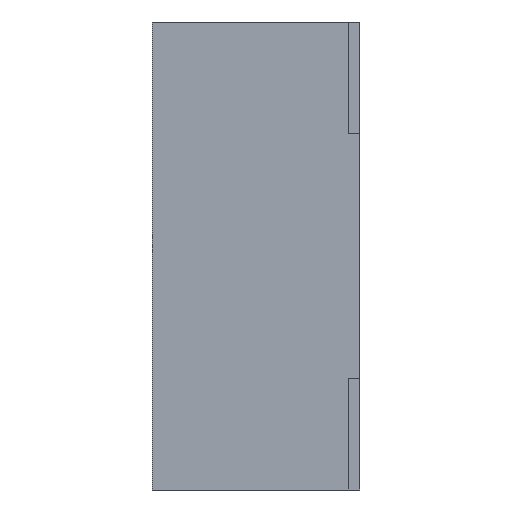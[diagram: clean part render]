
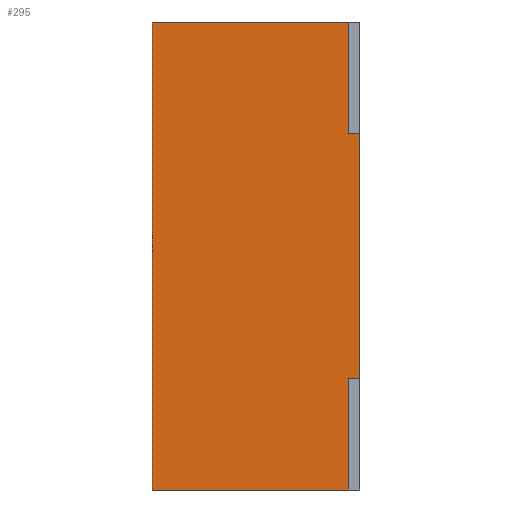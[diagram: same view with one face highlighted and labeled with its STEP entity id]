
A CAD part, left-side view. The second image highlights one B-rep face of the part: STEP entity #295.
In plain terms, the highlighted planar face has unit normal (-1, 0, 0).
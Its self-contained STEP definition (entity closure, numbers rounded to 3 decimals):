
#51 = CARTESIAN_POINT ( 'NONE',  ( -0.7, 0., -0.55 ) ) ;
#109 = LINE ( 'NONE', #1440, #1252 ) ;
#121 = CARTESIAN_POINT ( 'NONE',  ( -0.7, 0.93, -1.05 ) ) ;
#141 = CARTESIAN_POINT ( 'NONE',  ( -0.7, 0.93, 1.05 ) ) ;
#150 = ORIENTED_EDGE ( 'NONE', *, *, #497, .F. ) ;
#152 = CARTESIAN_POINT ( 'NONE',  ( -0.7, 0.05, 1.05 ) ) ;
#216 = VERTEX_POINT ( 'NONE', #121 ) ;
#223 = ORIENTED_EDGE ( 'NONE', *, *, #885, .T. ) ;
#250 = DIRECTION ( 'NONE',  ( 0., 0., -1. ) ) ;
#266 = DIRECTION ( 'NONE',  ( 0., -1., 0. ) ) ;
#271 = CARTESIAN_POINT ( 'NONE',  ( -0.7, 0.05, -0.55 ) ) ;
#287 = VERTEX_POINT ( 'NONE', #152 ) ;
#294 = DIRECTION ( 'NONE',  ( 0., -1., 0. ) ) ;
#295 = ADVANCED_FACE ( 'NONE', ( #1218 ), #1497, .F. ) ;
#349 = DIRECTION ( 'NONE',  ( 0., -1., 0. ) ) ;
#355 = VECTOR ( 'NONE', #580, 1000. ) ;
#356 = VERTEX_POINT ( 'NONE', #1390 ) ;
#366 = VECTOR ( 'NONE', #266, 1000. ) ;
#368 = VERTEX_POINT ( 'NONE', #846 ) ;
#495 = CARTESIAN_POINT ( 'NONE',  ( -0.7, 0.93, 1.05 ) ) ;
#497 = EDGE_CURVE ( 'NONE', #216, #1115, #665, .T. ) ;
#505 = LINE ( 'NONE', #1265, #1367 ) ;
#519 = VECTOR ( 'NONE', #908, 1000. ) ;
#554 = ORIENTED_EDGE ( 'NONE', *, *, #1125, .F. ) ;
#580 = DIRECTION ( 'NONE',  ( 0., 0., -1. ) ) ;
#594 = LINE ( 'NONE', #141, #1332 ) ;
#627 = EDGE_LOOP ( 'NONE', ( #1029, #685, #736, #1455, #150, #875, #554, #223 ) ) ;
#665 = LINE ( 'NONE', #672, #519 ) ;
#672 = CARTESIAN_POINT ( 'NONE',  ( -0.7, 0.93, 1.05 ) ) ;
#682 = LINE ( 'NONE', #1068, #366 ) ;
#685 = ORIENTED_EDGE ( 'NONE', *, *, #942, .F. ) ;
#736 = ORIENTED_EDGE ( 'NONE', *, *, #1357, .F. ) ;
#846 = CARTESIAN_POINT ( 'NONE',  ( -0.7, 0.05, -0.55 ) ) ;
#875 = ORIENTED_EDGE ( 'NONE', *, *, #1349, .T. ) ;
#885 = EDGE_CURVE ( 'NONE', #368, #1190, #682, .T. ) ;
#908 = DIRECTION ( 'NONE',  ( 0., 0., 1. ) ) ;
#942 = EDGE_CURVE ( 'NONE', #1075, #356, #109, .T. ) ;
#967 = EDGE_CURVE ( 'NONE', #1190, #356, #987, .T. ) ;
#987 = LINE ( 'NONE', #1103, #1511 ) ;
#1029 = ORIENTED_EDGE ( 'NONE', *, *, #967, .T. ) ;
#1048 = LINE ( 'NONE', #271, #1501 ) ;
#1068 = CARTESIAN_POINT ( 'NONE',  ( -0.7, 0.05, -0.55 ) ) ;
#1075 = VERTEX_POINT ( 'NONE', #1280 ) ;
#1082 = DIRECTION ( 'NONE',  ( 0., 0., -1. ) ) ;
#1103 = CARTESIAN_POINT ( 'NONE',  ( -0.7, 0., 1.05 ) ) ;
#1115 = VERTEX_POINT ( 'NONE', #1318 ) ;
#1125 = EDGE_CURVE ( 'NONE', #368, #1487, #1048, .T. ) ;
#1190 = VERTEX_POINT ( 'NONE', #51 ) ;
#1203 = EDGE_CURVE ( 'NONE', #1115, #287, #594, .T. ) ;
#1211 = DIRECTION ( 'NONE',  ( 0., -1., 0. ) ) ;
#1218 = FACE_OUTER_BOUND ( 'NONE', #627, .T. ) ;
#1252 = VECTOR ( 'NONE', #1211, 1000. ) ;
#1265 = CARTESIAN_POINT ( 'NONE',  ( -0.7, 0.93, -1.05 ) ) ;
#1276 = LINE ( 'NONE', #1409, #355 ) ;
#1280 = CARTESIAN_POINT ( 'NONE',  ( -0.7, 0.05, 0.55 ) ) ;
#1316 = CARTESIAN_POINT ( 'NONE',  ( -0.7, 0.05, -1.05 ) ) ;
#1318 = CARTESIAN_POINT ( 'NONE',  ( -0.7, 0.93, 1.05 ) ) ;
#1332 = VECTOR ( 'NONE', #294, 1000. ) ;
#1349 = EDGE_CURVE ( 'NONE', #216, #1487, #505, .T. ) ;
#1357 = EDGE_CURVE ( 'NONE', #287, #1075, #1276, .T. ) ;
#1367 = VECTOR ( 'NONE', #349, 1000. ) ;
#1380 = AXIS2_PLACEMENT_3D ( 'NONE', #495, #1507, #250 ) ;
#1390 = CARTESIAN_POINT ( 'NONE',  ( -0.7, 0., 0.55 ) ) ;
#1409 = CARTESIAN_POINT ( 'NONE',  ( -0.7, 0.05, 0.55 ) ) ;
#1440 = CARTESIAN_POINT ( 'NONE',  ( -0.7, 0.05, 0.55 ) ) ;
#1441 = DIRECTION ( 'NONE',  ( 0., 0., 1. ) ) ;
#1455 = ORIENTED_EDGE ( 'NONE', *, *, #1203, .F. ) ;
#1487 = VERTEX_POINT ( 'NONE', #1316 ) ;
#1497 = PLANE ( 'NONE',  #1380 ) ;
#1501 = VECTOR ( 'NONE', #1082, 1000. ) ;
#1507 = DIRECTION ( 'NONE',  ( 1., 0., 0. ) ) ;
#1511 = VECTOR ( 'NONE', #1441, 1000. ) ;
